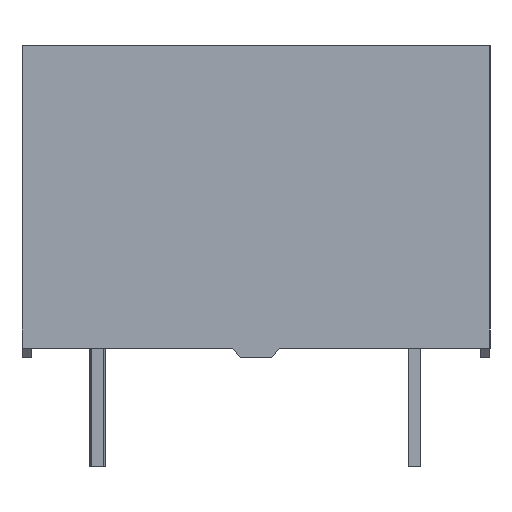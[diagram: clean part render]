
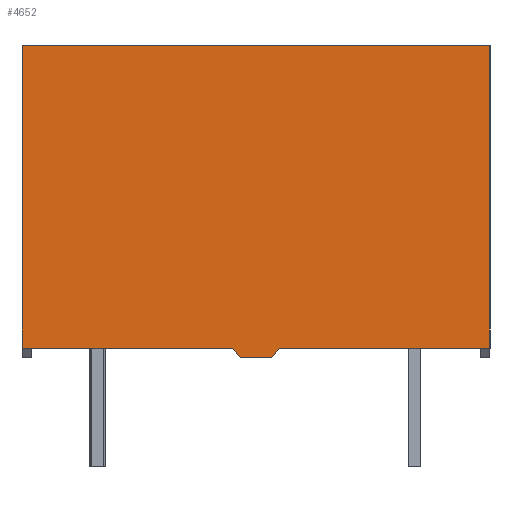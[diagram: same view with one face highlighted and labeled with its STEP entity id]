
A CAD part, left-side view. The second image highlights one B-rep face of the part: STEP entity #4652.
In plain terms, the highlighted planar face has unit normal (-1, 0, 0).
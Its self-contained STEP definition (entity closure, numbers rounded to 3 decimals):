
#1 = ORIENTED_EDGE ( 'NONE', *, *, #6374, .T. ) ;
#243 = DIRECTION ( 'NONE',  ( 0., 0., 1. ) ) ;
#495 = AXIS2_PLACEMENT_3D ( 'NONE', #3643, #7158, #243 ) ;
#834 = CARTESIAN_POINT ( 'NONE',  ( -10., -0.5, 0. ) ) ;
#994 = LINE ( 'NONE', #11416, #9512 ) ;
#1076 = VERTEX_POINT ( 'NONE', #10521 ) ;
#1542 = CARTESIAN_POINT ( 'NONE',  ( -10., -7.5, 0.3 ) ) ;
#1583 = ORIENTED_EDGE ( 'NONE', *, *, #14486, .F. ) ;
#1879 = VECTOR ( 'NONE', #13149, 1000. ) ;
#1941 = CARTESIAN_POINT ( 'NONE',  ( -10., 0.75, 0.3 ) ) ;
#1960 = ORIENTED_EDGE ( 'NONE', *, *, #10747, .T. ) ;
#2233 = CARTESIAN_POINT ( 'NONE',  ( -10., -7.5, 0.3 ) ) ;
#2284 = LINE ( 'NONE', #11092, #3516 ) ;
#2972 = CARTESIAN_POINT ( 'NONE',  ( -10., -7.5, 0.3 ) ) ;
#3284 = CARTESIAN_POINT ( 'NONE',  ( -10., 0.5, 0. ) ) ;
#3300 = DIRECTION ( 'NONE',  ( 0., 0., -1. ) ) ;
#3503 = LINE ( 'NONE', #12236, #9525 ) ;
#3516 = VECTOR ( 'NONE', #4295, 1000. ) ;
#3561 = DIRECTION ( 'NONE',  ( 0., 1., 0. ) ) ;
#3601 = CARTESIAN_POINT ( 'NONE',  ( -10., -0.75, 0.3 ) ) ;
#3643 = CARTESIAN_POINT ( 'NONE',  ( -10., -7.5, 10. ) ) ;
#4123 = DIRECTION ( 'NONE',  ( 0., 1., 0. ) ) ;
#4295 = DIRECTION ( 'NONE',  ( 0., -1., 0. ) ) ;
#4324 = VECTOR ( 'NONE', #13289, 1000. ) ;
#4652 = ADVANCED_FACE ( 'NONE', ( #8612 ), #4884, .F. ) ;
#4704 = VERTEX_POINT ( 'NONE', #1542 ) ;
#4884 = PLANE ( 'NONE',  #495 ) ;
#5763 = VECTOR ( 'NONE', #4123, 1000. ) ;
#5916 = LINE ( 'NONE', #9846, #4324 ) ;
#5972 = LINE ( 'NONE', #2233, #6320 ) ;
#6034 = ORIENTED_EDGE ( 'NONE', *, *, #9984, .T. ) ;
#6320 = VECTOR ( 'NONE', #11412, 1000. ) ;
#6374 = EDGE_CURVE ( 'NONE', #8547, #11222, #2284, .T. ) ;
#6512 = VERTEX_POINT ( 'NONE', #1941 ) ;
#6531 = ORIENTED_EDGE ( 'NONE', *, *, #12751, .F. ) ;
#6576 = EDGE_CURVE ( 'NONE', #11222, #13007, #13301, .T. ) ;
#6776 = VERTEX_POINT ( 'NONE', #7129 ) ;
#7129 = CARTESIAN_POINT ( 'NONE',  ( -10., 7.5, 10. ) ) ;
#7158 = DIRECTION ( 'NONE',  ( 1., 0., 0. ) ) ;
#7391 = EDGE_CURVE ( 'NONE', #6776, #1076, #3503, .T. ) ;
#7735 = CARTESIAN_POINT ( 'NONE',  ( -10., -0.5, 0. ) ) ;
#7740 = ORIENTED_EDGE ( 'NONE', *, *, #8702, .F. ) ;
#8547 = VERTEX_POINT ( 'NONE', #3284 ) ;
#8612 = FACE_OUTER_BOUND ( 'NONE', #11909, .T. ) ;
#8702 = EDGE_CURVE ( 'NONE', #6512, #1076, #5972, .T. ) ;
#8750 = CARTESIAN_POINT ( 'NONE',  ( -10., 0.75, 0.3 ) ) ;
#9495 = LINE ( 'NONE', #8750, #1879 ) ;
#9512 = VECTOR ( 'NONE', #3561, 1000. ) ;
#9525 = VECTOR ( 'NONE', #3300, 1000. ) ;
#9846 = CARTESIAN_POINT ( 'NONE',  ( -10., -7.5, 10. ) ) ;
#9984 = EDGE_CURVE ( 'NONE', #11018, #6776, #994, .T. ) ;
#10119 = ORIENTED_EDGE ( 'NONE', *, *, #7391, .T. ) ;
#10521 = CARTESIAN_POINT ( 'NONE',  ( -10., 7.5, 0.3 ) ) ;
#10747 = EDGE_CURVE ( 'NONE', #6512, #8547, #9495, .T. ) ;
#10983 = DIRECTION ( 'NONE',  ( 0., -0.64, 0.768 ) ) ;
#11018 = VERTEX_POINT ( 'NONE', #12396 ) ;
#11092 = CARTESIAN_POINT ( 'NONE',  ( -10., 0.5, 0. ) ) ;
#11222 = VERTEX_POINT ( 'NONE', #7735 ) ;
#11412 = DIRECTION ( 'NONE',  ( 0., 1., 0. ) ) ;
#11416 = CARTESIAN_POINT ( 'NONE',  ( -10., -7.5, 10. ) ) ;
#11909 = EDGE_LOOP ( 'NONE', ( #10119, #7740, #1960, #1, #12706, #6531, #1583, #6034 ) ) ;
#12236 = CARTESIAN_POINT ( 'NONE',  ( -10., 7.5, 10. ) ) ;
#12396 = CARTESIAN_POINT ( 'NONE',  ( -10., -7.5, 10. ) ) ;
#12706 = ORIENTED_EDGE ( 'NONE', *, *, #6576, .T. ) ;
#12751 = EDGE_CURVE ( 'NONE', #4704, #13007, #14281, .T. ) ;
#13007 = VERTEX_POINT ( 'NONE', #3601 ) ;
#13116 = VECTOR ( 'NONE', #10983, 1000. ) ;
#13149 = DIRECTION ( 'NONE',  ( 0., -0.64, -0.768 ) ) ;
#13289 = DIRECTION ( 'NONE',  ( 0., 0., -1. ) ) ;
#13301 = LINE ( 'NONE', #834, #13116 ) ;
#14281 = LINE ( 'NONE', #2972, #5763 ) ;
#14486 = EDGE_CURVE ( 'NONE', #11018, #4704, #5916, .T. ) ;
